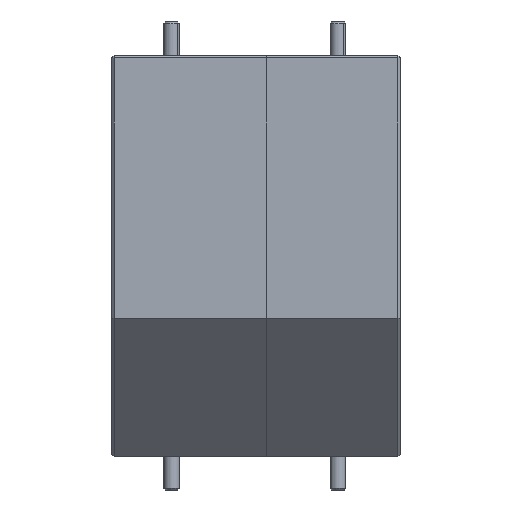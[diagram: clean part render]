
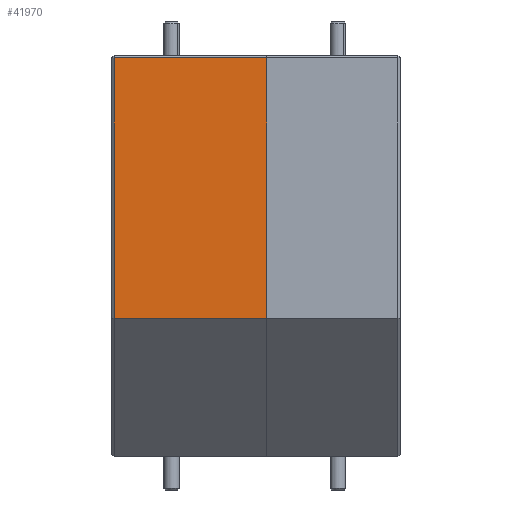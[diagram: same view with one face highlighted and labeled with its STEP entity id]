
A CAD part, left-side view. The second image highlights one B-rep face of the part: STEP entity #41970.
In plain terms, the highlighted planar face has unit normal (-1, 0, 0).
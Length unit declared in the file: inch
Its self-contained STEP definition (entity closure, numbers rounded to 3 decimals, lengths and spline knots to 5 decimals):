
#1498 = DIRECTION ( 'NONE',  ( 0., 0., -1. ) ) ;
#1753 = PLANE ( 'NONE',  #18292 ) ;
#1837 = CARTESIAN_POINT ( 'NONE',  ( -5.33626, 2.66241, 2.04568 ) ) ;
#2833 = EDGE_CURVE ( 'NONE', #50328, #41840, #11609, .T. ) ;
#4272 = VECTOR ( 'NONE', #19003, 39.37008 ) ;
#5312 = ORIENTED_EDGE ( 'NONE', *, *, #2833, .T. ) ;
#7011 = ORIENTED_EDGE ( 'NONE', *, *, #7406, .T. ) ;
#7406 = EDGE_CURVE ( 'NONE', #41840, #43909, #22841, .T. ) ;
#10330 = DIRECTION ( 'NONE',  ( 0., 1., 0. ) ) ;
#10688 = DIRECTION ( 'NONE',  ( 1., 0., 0. ) ) ;
#11384 = EDGE_CURVE ( 'NONE', #25838, #50328, #17606, .T. ) ;
#11609 = LINE ( 'NONE', #27176, #48313 ) ;
#12879 = VECTOR ( 'NONE', #1498, 39.37008 ) ;
#15218 = CARTESIAN_POINT ( 'NONE',  ( -5.33626, 2.65241, 2.04568 ) ) ;
#15547 = CARTESIAN_POINT ( 'NONE',  ( -5.33626, 2.04541, 2.04568 ) ) ;
#17606 = LINE ( 'NONE', #28607, #12879 ) ;
#18173 = ORIENTED_EDGE ( 'NONE', *, *, #11384, .T. ) ;
#18292 = AXIS2_PLACEMENT_3D ( 'NONE', #24546, #10688, #48406 ) ;
#19003 = DIRECTION ( 'NONE',  ( 0., 0., 1. ) ) ;
#22841 = LINE ( 'NONE', #38467, #4272 ) ;
#24057 = EDGE_LOOP ( 'NONE', ( #7011, #30778, #18173, #5312 ) ) ;
#24546 = CARTESIAN_POINT ( 'NONE',  ( -5.33626, 2.66241, 2.05568 ) ) ;
#25838 = VERTEX_POINT ( 'NONE', #15218 ) ;
#26048 = EDGE_CURVE ( 'NONE', #43909, #25838, #27099, .T. ) ;
#27099 = LINE ( 'NONE', #1837, #38669 ) ;
#27176 = CARTESIAN_POINT ( 'NONE',  ( -5.33626, 2.66241, 1.00568 ) ) ;
#27881 = CARTESIAN_POINT ( 'NONE',  ( -5.33626, 2.65241, 1.00568 ) ) ;
#28607 = CARTESIAN_POINT ( 'NONE',  ( -5.33626, 2.65241, 2.05568 ) ) ;
#28876 = FACE_OUTER_BOUND ( 'NONE', #24057, .T. ) ;
#30778 = ORIENTED_EDGE ( 'NONE', *, *, #26048, .T. ) ;
#38232 = DIRECTION ( 'NONE',  ( 0., -1., 0. ) ) ;
#38467 = CARTESIAN_POINT ( 'NONE',  ( -5.33626, 2.04541, 2.05568 ) ) ;
#38669 = VECTOR ( 'NONE', #10330, 39.37008 ) ;
#40745 = CARTESIAN_POINT ( 'NONE',  ( -5.33626, 2.04541, 1.00568 ) ) ;
#41840 = VERTEX_POINT ( 'NONE', #40745 ) ;
#41970 = ADVANCED_FACE ( 'NONE', ( #28876 ), #1753, .F. ) ;
#43909 = VERTEX_POINT ( 'NONE', #15547 ) ;
#48313 = VECTOR ( 'NONE', #38232, 39.37008 ) ;
#48406 = DIRECTION ( 'NONE',  ( 0., 0., -1. ) ) ;
#50328 = VERTEX_POINT ( 'NONE', #27881 ) ;
